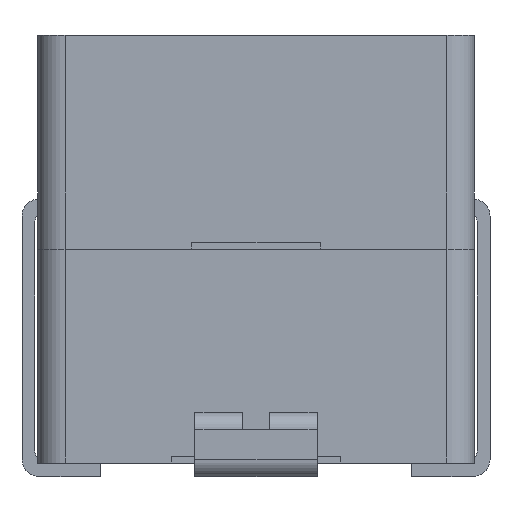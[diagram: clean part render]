
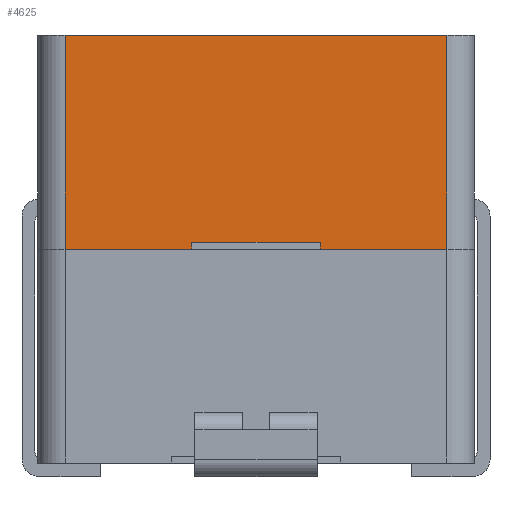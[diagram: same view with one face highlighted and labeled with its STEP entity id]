
A CAD part, left-side view. The second image highlights one B-rep face of the part: STEP entity #4625.
In plain terms, the highlighted planar face has unit normal (-1, 0, 0).
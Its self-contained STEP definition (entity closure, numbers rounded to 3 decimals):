
#215=PLANE('',#4873);
#464=LINE('',#6184,#777);
#478=LINE('',#6219,#791);
#488=LINE('',#6238,#801);
#489=LINE('',#6241,#802);
#490=LINE('',#6242,#803);
#491=LINE('',#6244,#804);
#492=LINE('',#6246,#805);
#493=LINE('',#6247,#806);
#777=VECTOR('',#5371,1000.);
#791=VECTOR('',#5393,1000.);
#801=VECTOR('',#5407,1000.);
#802=VECTOR('',#5408,1000.);
#803=VECTOR('',#5409,1000.);
#804=VECTOR('',#5410,1000.);
#805=VECTOR('',#5411,1000.);
#806=VECTOR('',#5412,1000.);
#1332=ORIENTED_EDGE('',*,*,#2168,.T.);
#1333=ORIENTED_EDGE('',*,*,#2169,.T.);
#1334=ORIENTED_EDGE('',*,*,#2140,.F.);
#1335=ORIENTED_EDGE('',*,*,#2170,.F.);
#1336=ORIENTED_EDGE('',*,*,#2171,.F.);
#1337=ORIENTED_EDGE('',*,*,#2172,.T.);
#1338=ORIENTED_EDGE('',*,*,#2158,.F.);
#1339=ORIENTED_EDGE('',*,*,#2173,.T.);
#2140=EDGE_CURVE('',#2583,#2584,#464,.T.);
#2158=EDGE_CURVE('',#2599,#2600,#478,.T.);
#2168=EDGE_CURVE('',#2607,#2608,#488,.T.);
#2169=EDGE_CURVE('',#2608,#2584,#489,.T.);
#2170=EDGE_CURVE('',#2609,#2583,#490,.T.);
#2171=EDGE_CURVE('',#2610,#2609,#491,.T.);
#2172=EDGE_CURVE('',#2610,#2600,#492,.T.);
#2173=EDGE_CURVE('',#2599,#2607,#493,.F.);
#2583=VERTEX_POINT('',#6185);
#2584=VERTEX_POINT('',#6186);
#2599=VERTEX_POINT('',#6218);
#2600=VERTEX_POINT('',#6220);
#2607=VERTEX_POINT('',#6239);
#2608=VERTEX_POINT('',#6240);
#2609=VERTEX_POINT('',#6243);
#2610=VERTEX_POINT('',#6245);
#2906=EDGE_LOOP('',(#1332,#1333,#1334,#1335,#1336,#1337,#1338,#1339));
#3109=FACE_BOUND('',#2906,.T.);
#4625=ADVANCED_FACE('',(#3109),#215,.T.);
#4873=AXIS2_PLACEMENT_3D('',#6237,#5405,#5406);
#5371=DIRECTION('',(0.,1.,0.));
#5393=DIRECTION('',(0.,1.,0.));
#5405=DIRECTION('',(-1.,0.,0.));
#5406=DIRECTION('',(0.,-1.,0.));
#5407=DIRECTION('',(0.,1.,0.));
#5408=DIRECTION('',(0.,0.,-1.));
#5409=DIRECTION('',(0.,0.,-1.));
#5410=DIRECTION('',(0.,1.,0.));
#5411=DIRECTION('',(0.,0.,-1.));
#5412=DIRECTION('',(0.,0.,-1.));
#6184=CARTESIAN_POINT('',(-6.425,-6.425,-3.15));
#6185=CARTESIAN_POINT('',(-6.425,1.9,-3.15));
#6186=CARTESIAN_POINT('',(-6.425,5.625,-3.15));
#6218=CARTESIAN_POINT('',(-6.425,-5.625,-3.15));
#6219=CARTESIAN_POINT('',(-6.425,-6.425,-3.15));
#6220=CARTESIAN_POINT('',(-6.425,-1.9,-3.15));
#6237=CARTESIAN_POINT('',(-6.425,-6.425,3.15));
#6238=CARTESIAN_POINT('',(-6.425,-6.425,3.15));
#6239=CARTESIAN_POINT('',(-6.425,-5.625,3.15));
#6240=CARTESIAN_POINT('',(-6.425,5.625,3.15));
#6241=CARTESIAN_POINT('',(-6.425,5.625,3.15));
#6242=CARTESIAN_POINT('',(-6.425,1.9,-2.95));
#6243=CARTESIAN_POINT('',(-6.425,1.9,-2.95));
#6244=CARTESIAN_POINT('',(-6.425,-1.9,-2.95));
#6245=CARTESIAN_POINT('',(-6.425,-1.9,-2.95));
#6246=CARTESIAN_POINT('',(-6.425,-1.9,-2.95));
#6247=CARTESIAN_POINT('',(-6.425,-5.625,3.15));
